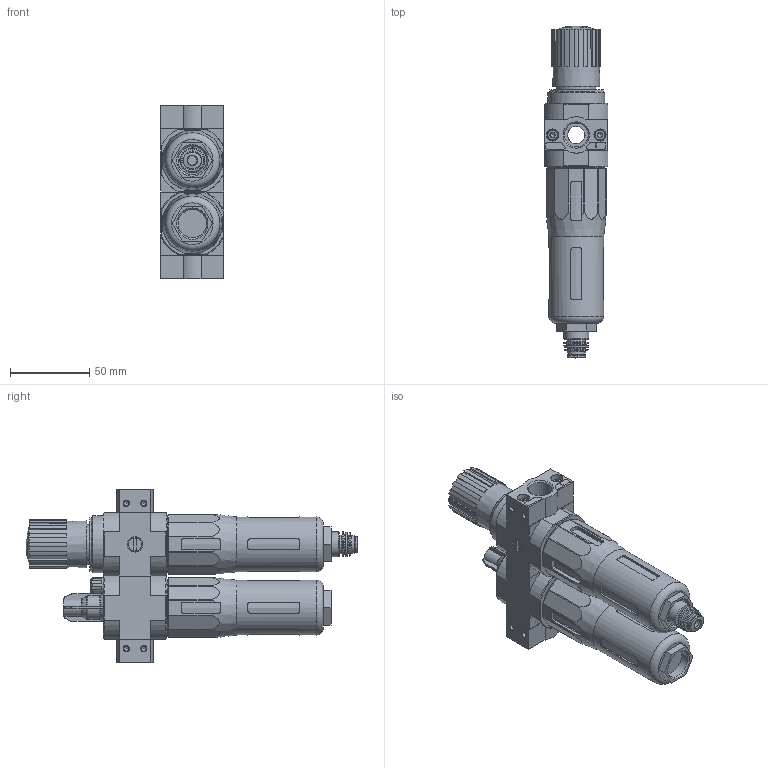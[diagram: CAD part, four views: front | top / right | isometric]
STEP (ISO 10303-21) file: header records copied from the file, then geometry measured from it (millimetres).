
FILE_DESCRIPTION(/* description */ ('STEP AP214'),/* implementation_level */ '2;1');
FILE_NAME(/* name */ '192662_FRC-3_8-D-5M-O-MINI-A',/* time_stamp */ '2024-08-28T17:55:06+02:00',/* author */ ('License CC BY-ND 4.0'),/* organization */ ('CADENAS'),/* preprocessor_version */ 'ST-DEVELOPER v19.3',/* originating_system */ 'PARTsolutions',/* authorisation */ ' ');
FILE_SCHEMA (('AUTOMOTIVE_DESIGN {1 0 10303 214 3 1 1}'));
Length unit declared in the file: millimetre
Products named in the file (9): 192662 FRC-3/8-D-5M-O-MINI-A; 380293 PBL-3/8-D-MINI-L---(1) p1; DIN-912 - M4x16(F); 380295 PBL-3/8-D-MINI-R---(0) p1; 127304 LFR-D-5M-MINI-A--(0); 373845 LR-MINI; 526489 MS4-LFR-V; 123582 LOE-D-MINI; 355622 FRB-D-MINI
Assembly tree (13 placements, depth 2):
  192662 FRC-3/8-D-5M-O-MINI-A
    380293 PBL-3/8-D-MINI-L---(1) p1
    DIN-912 - M4x16(F)  x4
    380295 PBL-3/8-D-MINI-R---(0) p1
    127304 LFR-D-5M-MINI-A--(0)
    373845 LR-MINI  x2
    526489 MS4-LFR-V
    123582 LOE-D-MINI
    355622 FRB-D-MINI  x2
Bounding box: 40.4 x 210.02 x 110 mm (x, y, z)
Volume: 362591 mm3; surface area: 89165.3 mm2
Topology: 13 solids, 13 shells, 938 faces, 2414 edges, 1549 vertices
Faces by surface type: plane 490, cylinder 250, cone 142, torus 51, sphere 5
Full cylindrical faces by diameter (mm): 2.9 x2, 3.2 x1, 3.242 x10, 3.6 x1, 3.8 x1, 4 x6, 4.3 x2, 5.2 x2, 6 x3, 6.9 x2, 7 x4, 8.2 x2, 8.566 x2, 9.728 x2, 10 x1, 11 x3, 11.4 x2, 11.6 x1, 11.8 x1, 12.2 x2, 14.95 x2, 15.7 x1, 15.8 x2, 15.9 x1, 18 x2, 24.9 x1, 26.9 x1, 32.7 x1, 33.9 x1, 34.7 x2
Entity records: 30399 total; most frequent: CARTESIAN_POINT 5713, DIRECTION 4066, ORIENTED_EDGE 4050, EDGE_CURVE 2025, AXIS2_PLACEMENT_3D 1588, VERTEX_POINT 1413, FACE_BOUND 1086, EDGE_LOOP 1076
